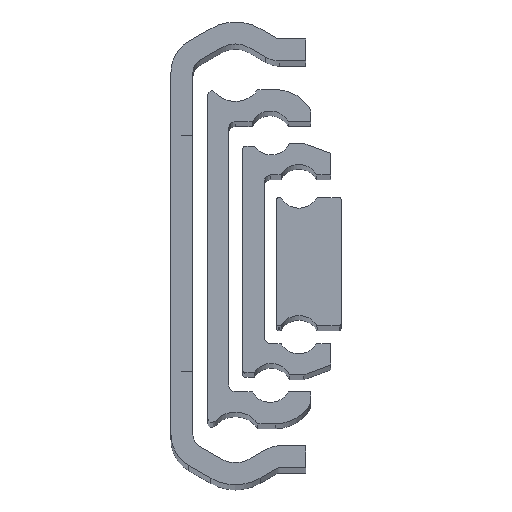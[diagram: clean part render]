
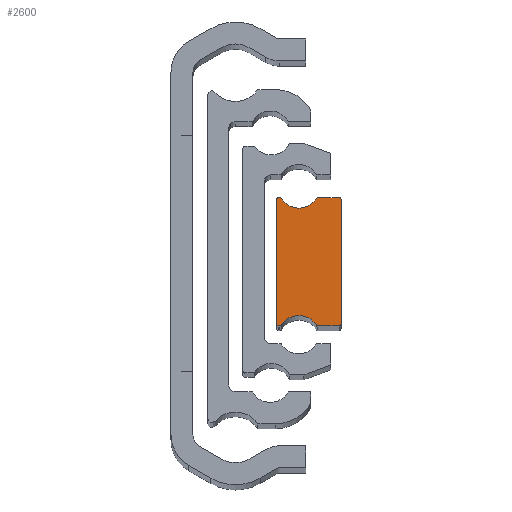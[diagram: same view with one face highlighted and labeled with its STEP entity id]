
A CAD part, top view. The second image highlights one B-rep face of the part: STEP entity #2600.
In plain terms, the highlighted planar face has unit normal (0, 0, 1).
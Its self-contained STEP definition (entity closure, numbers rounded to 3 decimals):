
#354 = EDGE_CURVE ( 'NONE', #3530, #3311, #2915, .T. ) ;
#396 = EDGE_CURVE ( 'NONE', #3474, #3275, #2929, .T. ) ;
#412 = EDGE_CURVE ( 'NONE', #3422, #3287, #2956, .T. ) ;
#419 = EDGE_CURVE ( 'NONE', #3525, #3526, #2966, .T. ) ;
#449 = EDGE_CURVE ( 'NONE', #3287, #3485, #3013, .T. ) ;
#453 = EDGE_CURVE ( 'NONE', #3374, #3474, #3022, .T. ) ;
#455 = EDGE_CURVE ( 'NONE', #3485, #3530, #3026, .T. ) ;
#462 = EDGE_CURVE ( 'NONE', #3323, #3447, #3036, .T. ) ;
#471 = EDGE_CURVE ( 'NONE', #3526, #3422, #3049, .T. ) ;
#486 = EDGE_CURVE ( 'NONE', #3293, #3336, #3078, .T. ) ;
#702 = AXIS2_PLACEMENT_3D ( 'NONE', #3512, #3440, #3441 ) ;
#710 = AXIS2_PLACEMENT_3D ( 'NONE', #4424, #4378, #4372 ) ;
#715 = AXIS2_PLACEMENT_3D ( 'NONE', #4151, #4097, #4103 ) ;
#725 = AXIS2_PLACEMENT_3D ( 'NONE', #4109, #4310, #4296 ) ;
#726 = AXIS2_PLACEMENT_3D ( 'NONE', #4259, #4367, #4194 ) ;
#728 = AXIS2_PLACEMENT_3D ( 'NONE', #4332, #4333, #4334 ) ;
#732 = AXIS2_PLACEMENT_3D ( 'NONE', #4421, #4408, #4237 ) ;
#814 = AXIS2_PLACEMENT_3D ( 'NONE', #2359, #2353, #2361 ) ;
#836 = AXIS2_PLACEMENT_3D ( 'NONE', #1741, #1744, #1745 ) ;
#965 = AXIS2_PLACEMENT_3D ( 'NONE', #2463, #2476, #2477 ) ;
#969 = AXIS2_PLACEMENT_3D ( 'NONE', #2486, #2483, #2489 ) ;
#1146 = FACE_OUTER_BOUND ( 'NONE', #3877, .T. ) ;
#1352 = CIRCLE ( 'NONE', #814, 0.3 ) ;
#1367 = LINE ( 'NONE', #2395, #1373 ) ;
#1373 = VECTOR ( 'NONE', #2396, 1000. ) ;
#1379 = VECTOR ( 'NONE', #2408, 1000. ) ;
#1382 = LINE ( 'NONE', #2403, #1379 ) ;
#1421 = LINE ( 'NONE', #2473, #1422 ) ;
#1422 = VECTOR ( 'NONE', #2474, 1000. ) ;
#1424 = CIRCLE ( 'NONE', #965, 3.04 ) ;
#1430 = CIRCLE ( 'NONE', #969, 0.3 ) ;
#1741 = CARTESIAN_POINT ( 'NONE',  ( 19.45, 9.2, 401.5 ) ) ;
#1742 = PLANE ( 'NONE',  #836 ) ;
#1744 = DIRECTION ( 'NONE',  ( 0., 0., 1. ) ) ;
#1745 = DIRECTION ( 'NONE',  ( 1., 0., 0. ) ) ;
#2055 = CARTESIAN_POINT ( 'NONE',  ( 16.32, 9.5, 401.5 ) ) ;
#2058 = CARTESIAN_POINT ( 'NONE',  ( 16.067, 9.361, 401.5 ) ) ;
#2067 = CARTESIAN_POINT ( 'NONE',  ( 10.45, -9.5, 401.5 ) ) ;
#2073 = CARTESIAN_POINT ( 'NONE',  ( 19.45, -9.5, 401.5 ) ) ;
#2079 = CARTESIAN_POINT ( 'NONE',  ( 16.32, -9.5, 401.5 ) ) ;
#2091 = CARTESIAN_POINT ( 'NONE',  ( 16.067, -9.361, 401.5 ) ) ;
#2103 = CARTESIAN_POINT ( 'NONE',  ( 10.933, 9.361, 401.5 ) ) ;
#2108 = CARTESIAN_POINT ( 'NONE',  ( 19.75, -9.2, 401.5 ) ) ;
#2146 = CARTESIAN_POINT ( 'NONE',  ( 19.75, 9.2, 401.5 ) ) ;
#2174 = CARTESIAN_POINT ( 'NONE',  ( 10.25, -9.3, 401.5 ) ) ;
#2190 = CARTESIAN_POINT ( 'NONE',  ( 10.68, 9.5, 401.5 ) ) ;
#2209 = CARTESIAN_POINT ( 'NONE',  ( 19.45, 9.5, 401.5 ) ) ;
#2220 = CARTESIAN_POINT ( 'NONE',  ( 10.68, -9.5, 401.5 ) ) ;
#2252 = CARTESIAN_POINT ( 'NONE',  ( 10.45, 9.5, 401.5 ) ) ;
#2253 = CARTESIAN_POINT ( 'NONE',  ( 10.25, 9.3, 401.5 ) ) ;
#2257 = CARTESIAN_POINT ( 'NONE',  ( 10.933, -9.361, 401.5 ) ) ;
#2353 = DIRECTION ( 'NONE',  ( 0., 0., 1. ) ) ;
#2359 = CARTESIAN_POINT ( 'NONE',  ( 16.32, -9.2, 401.5 ) ) ;
#2361 = DIRECTION ( 'NONE',  ( 1., 0., 0. ) ) ;
#2395 = CARTESIAN_POINT ( 'NONE',  ( 19.75, -9.2, 401.5 ) ) ;
#2396 = DIRECTION ( 'NONE',  ( 0., 1., 0. ) ) ;
#2403 = CARTESIAN_POINT ( 'NONE',  ( 10.68, 9.5, 401.5 ) ) ;
#2408 = DIRECTION ( 'NONE',  ( -1., 0., 0. ) ) ;
#2463 = CARTESIAN_POINT ( 'NONE',  ( 13.5, 10.99, 401.5 ) ) ;
#2473 = CARTESIAN_POINT ( 'NONE',  ( 16.32, -9.5, 401.5 ) ) ;
#2474 = DIRECTION ( 'NONE',  ( 1., 0., 0. ) ) ;
#2476 = DIRECTION ( 'NONE',  ( 0., 0., -1. ) ) ;
#2477 = DIRECTION ( 'NONE',  ( 1., 0., 0. ) ) ;
#2483 = DIRECTION ( 'NONE',  ( 0., 0., 1. ) ) ;
#2486 = CARTESIAN_POINT ( 'NONE',  ( 16.32, 9.2, 401.5 ) ) ;
#2489 = DIRECTION ( 'NONE',  ( 1., 0., 0. ) ) ;
#2600 = ADVANCED_FACE ( 'NONE', ( #1146 ), #1742, .T. ) ;
#2915 = CIRCLE ( 'NONE', #702, 3.04 ) ;
#2921 = VECTOR ( 'NONE', #3251, 1000. ) ;
#2929 = LINE ( 'NONE', #3326, #2921 ) ;
#2956 = CIRCLE ( 'NONE', #710, 0.2 ) ;
#2966 = CIRCLE ( 'NONE', #715, 0.2 ) ;
#3009 = VECTOR ( 'NONE', #4133, 1000. ) ;
#3013 = LINE ( 'NONE', #4206, #3009 ) ;
#3022 = CIRCLE ( 'NONE', #725, 0.3 ) ;
#3026 = CIRCLE ( 'NONE', #728, 0.3 ) ;
#3036 = CIRCLE ( 'NONE', #726, 0.3 ) ;
#3046 = VECTOR ( 'NONE', #4129, 1000. ) ;
#3049 = LINE ( 'NONE', #4283, #3046 ) ;
#3078 = CIRCLE ( 'NONE', #732, 0.3 ) ;
#3251 = DIRECTION ( 'NONE',  ( -1., 0., 0. ) ) ;
#3275 = VERTEX_POINT ( 'NONE', #2055 ) ;
#3278 = VERTEX_POINT ( 'NONE', #2058 ) ;
#3287 = VERTEX_POINT ( 'NONE', #2067 ) ;
#3293 = VERTEX_POINT ( 'NONE', #2073 ) ;
#3299 = VERTEX_POINT ( 'NONE', #2079 ) ;
#3311 = VERTEX_POINT ( 'NONE', #2091 ) ;
#3323 = VERTEX_POINT ( 'NONE', #2103 ) ;
#3326 = CARTESIAN_POINT ( 'NONE',  ( 19.45, 9.5, 401.5 ) ) ;
#3336 = VERTEX_POINT ( 'NONE', #2108 ) ;
#3374 = VERTEX_POINT ( 'NONE', #2146 ) ;
#3422 = VERTEX_POINT ( 'NONE', #2174 ) ;
#3440 = DIRECTION ( 'NONE',  ( 0., 0., -1. ) ) ;
#3441 = DIRECTION ( 'NONE',  ( 1., 0., 0. ) ) ;
#3447 = VERTEX_POINT ( 'NONE', #2190 ) ;
#3474 = VERTEX_POINT ( 'NONE', #2209 ) ;
#3485 = VERTEX_POINT ( 'NONE', #2220 ) ;
#3512 = CARTESIAN_POINT ( 'NONE',  ( 13.5, -10.99, 401.5 ) ) ;
#3525 = VERTEX_POINT ( 'NONE', #2252 ) ;
#3526 = VERTEX_POINT ( 'NONE', #2253 ) ;
#3530 = VERTEX_POINT ( 'NONE', #2257 ) ;
#3567 = ORIENTED_EDGE ( 'NONE', *, *, #3652, .T. ) ;
#3568 = ORIENTED_EDGE ( 'NONE', *, *, #3571, .T. ) ;
#3569 = ORIENTED_EDGE ( 'NONE', *, *, #354, .T. ) ;
#3570 = ORIENTED_EDGE ( 'NONE', *, *, #486, .T. ) ;
#3571 = EDGE_CURVE ( 'NONE', #3311, #3299, #1352, .T. ) ;
#3588 = EDGE_CURVE ( 'NONE', #3336, #3374, #1367, .T. ) ;
#3595 = ORIENTED_EDGE ( 'NONE', *, *, #3588, .T. ) ;
#3596 = EDGE_CURVE ( 'NONE', #3447, #3525, #1382, .T. ) ;
#3620 = ORIENTED_EDGE ( 'NONE', *, *, #412, .T. ) ;
#3621 = ORIENTED_EDGE ( 'NONE', *, *, #453, .T. ) ;
#3622 = ORIENTED_EDGE ( 'NONE', *, *, #462, .T. ) ;
#3623 = ORIENTED_EDGE ( 'NONE', *, *, #3596, .T. ) ;
#3624 = ORIENTED_EDGE ( 'NONE', *, *, #419, .T. ) ;
#3626 = ORIENTED_EDGE ( 'NONE', *, *, #396, .T. ) ;
#3627 = ORIENTED_EDGE ( 'NONE', *, *, #4092, .T. ) ;
#3628 = ORIENTED_EDGE ( 'NONE', *, *, #3653, .T. ) ;
#3629 = ORIENTED_EDGE ( 'NONE', *, *, #455, .T. ) ;
#3630 = ORIENTED_EDGE ( 'NONE', *, *, #471, .T. ) ;
#3631 = ORIENTED_EDGE ( 'NONE', *, *, #449, .T. ) ;
#3652 = EDGE_CURVE ( 'NONE', #3299, #3293, #1421, .T. ) ;
#3653 = EDGE_CURVE ( 'NONE', #3278, #3323, #1424, .T. ) ;
#3877 = EDGE_LOOP ( 'NONE', ( #3621, #3626, #3627, #3628, #3622, #3623, #3624, #3630, #3620, #3631, #3629, #3569, #3568, #3567, #3570, #3595 ) ) ;
#4092 = EDGE_CURVE ( 'NONE', #3275, #3278, #1430, .T. ) ;
#4097 = DIRECTION ( 'NONE',  ( 0., 0., 1. ) ) ;
#4103 = DIRECTION ( 'NONE',  ( 1., 0., 0. ) ) ;
#4109 = CARTESIAN_POINT ( 'NONE',  ( 19.45, 9.2, 401.5 ) ) ;
#4129 = DIRECTION ( 'NONE',  ( 0., -1., 0. ) ) ;
#4133 = DIRECTION ( 'NONE',  ( 1., 0., 0. ) ) ;
#4151 = CARTESIAN_POINT ( 'NONE',  ( 10.45, 9.3, 401.5 ) ) ;
#4194 = DIRECTION ( 'NONE',  ( 1., 0., 0. ) ) ;
#4206 = CARTESIAN_POINT ( 'NONE',  ( 10.45, -9.5, 401.5 ) ) ;
#4237 = DIRECTION ( 'NONE',  ( 1., 0., 0. ) ) ;
#4259 = CARTESIAN_POINT ( 'NONE',  ( 10.68, 9.2, 401.5 ) ) ;
#4283 = CARTESIAN_POINT ( 'NONE',  ( 10.25, 9.3, 401.5 ) ) ;
#4296 = DIRECTION ( 'NONE',  ( 1., 0., 0. ) ) ;
#4310 = DIRECTION ( 'NONE',  ( 0., 0., 1. ) ) ;
#4332 = CARTESIAN_POINT ( 'NONE',  ( 10.68, -9.2, 401.5 ) ) ;
#4333 = DIRECTION ( 'NONE',  ( 0., 0., 1. ) ) ;
#4334 = DIRECTION ( 'NONE',  ( 1., 0., 0. ) ) ;
#4367 = DIRECTION ( 'NONE',  ( 0., 0., 1. ) ) ;
#4372 = DIRECTION ( 'NONE',  ( 1., 0., 0. ) ) ;
#4378 = DIRECTION ( 'NONE',  ( 0., 0., 1. ) ) ;
#4408 = DIRECTION ( 'NONE',  ( 0., 0., 1. ) ) ;
#4421 = CARTESIAN_POINT ( 'NONE',  ( 19.45, -9.2, 401.5 ) ) ;
#4424 = CARTESIAN_POINT ( 'NONE',  ( 10.45, -9.3, 401.5 ) ) ;
